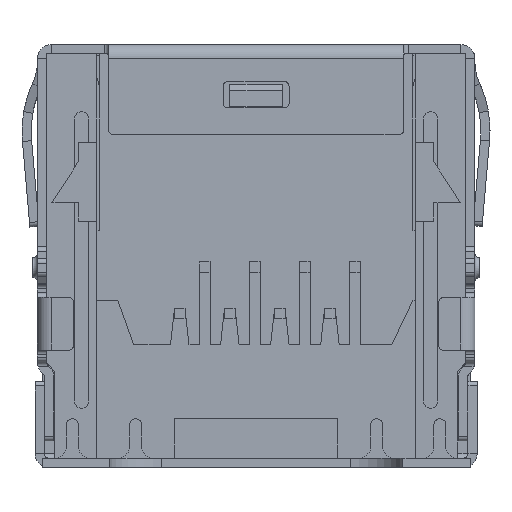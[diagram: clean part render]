
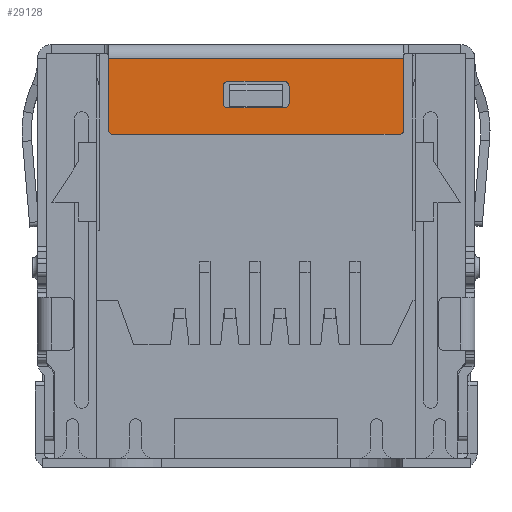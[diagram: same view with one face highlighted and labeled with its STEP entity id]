
A CAD part, front view. The second image highlights one B-rep face of the part: STEP entity #29128.
In plain terms, the highlighted face is planar.
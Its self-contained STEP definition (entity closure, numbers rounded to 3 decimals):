
#15924=CARTESIAN_POINT('',(-1.922,0.35,-12.127));
#15925=VERTEX_POINT('',#15924);
#15932=CARTESIAN_POINT('',(-1.837,0.35,-12.36));
#15933=VERTEX_POINT('',#15932);
#15934=CARTESIAN_POINT('',(-1.996,0.35,-12.286));
#15935=DIRECTION('',(0.,1.0,0.));
#15936=DIRECTION('',(0.94,0.,0.342));
#15937=AXIS2_PLACEMENT_3D('',#15934,#15935,#15936);
#15938=CIRCLE('',#15937,0.175);
#15939=EDGE_CURVE('',#15925,#15933,#15938,.T.);
#15964=CARTESIAN_POINT('',(-3.871,0.35,-11.219));
#15965=VERTEX_POINT('',#15964);
#15972=CARTESIAN_POINT('',(-1.922,0.35,-12.127));
#15973=DIRECTION('',(-0.906,0.,0.423));
#15974=VECTOR('',#15973,2.15);
#15975=LINE('',#15972,#15974);
#15976=EDGE_CURVE('',#15925,#15965,#15975,.T.);
#15997=CARTESIAN_POINT('',(-2.112,0.35,-12.949));
#15998=VERTEX_POINT('',#15997);
#16005=CARTESIAN_POINT('',(-2.345,0.35,-13.034));
#16006=VERTEX_POINT('',#16005);
#16007=CARTESIAN_POINT('',(-2.271,0.35,-12.875));
#16008=DIRECTION('',(0.,1.0,0.));
#16009=DIRECTION('',(0.342,0.,-0.94));
#16010=AXIS2_PLACEMENT_3D('',#16007,#16008,#16009);
#16011=CIRCLE('',#16010,0.175);
#16012=EDGE_CURVE('',#15998,#16006,#16011,.T.);
#16029=CARTESIAN_POINT('',(-2.112,0.35,-12.949));
#16030=DIRECTION('',(0.423,0.,0.906));
#16031=VECTOR('',#16030,0.65);
#16032=LINE('',#16029,#16031);
#16033=EDGE_CURVE('',#15998,#15933,#16032,.T.);
#16059=CARTESIAN_POINT('',(-4.103,0.35,-11.303));
#16060=VERTEX_POINT('',#16059);
#16067=CARTESIAN_POINT('',(-3.945,0.35,-11.377));
#16068=DIRECTION('',(0.,1.0,0.));
#16069=DIRECTION('',(-0.342,0.,0.94));
#16070=AXIS2_PLACEMENT_3D('',#16067,#16068,#16069);
#16071=CIRCLE('',#16070,0.175);
#16072=EDGE_CURVE('',#16060,#15965,#16071,.T.);
#16092=CARTESIAN_POINT('',(-4.378,0.35,-11.892));
#16093=VERTEX_POINT('',#16092);
#16100=CARTESIAN_POINT('',(-4.103,0.35,-11.303));
#16101=DIRECTION('',(-0.423,0.,-0.906));
#16102=VECTOR('',#16101,0.65);
#16103=LINE('',#16100,#16102);
#16104=EDGE_CURVE('',#16060,#16093,#16103,.T.);
#16123=CARTESIAN_POINT('',(-4.293,0.35,-12.125));
#16124=VERTEX_POINT('',#16123);
#16131=CARTESIAN_POINT('',(-4.219,0.35,-11.966));
#16132=DIRECTION('',(0.,1.0,0.));
#16133=DIRECTION('',(-0.94,0.,-0.342));
#16134=AXIS2_PLACEMENT_3D('',#16131,#16132,#16133);
#16135=CIRCLE('',#16134,0.175);
#16136=EDGE_CURVE('',#16124,#16093,#16135,.T.);
#16148=CARTESIAN_POINT('',(-4.293,0.35,-12.125));
#16149=DIRECTION('',(0.906,0.,-0.423));
#16150=VECTOR('',#16149,2.15);
#16151=LINE('',#16148,#16150);
#16152=EDGE_CURVE('',#16124,#16006,#16151,.T.);
#16311=CARTESIAN_POINT('',(1.387,0.35,-15.739));
#16312=VERTEX_POINT('',#16311);
#16395=CARTESIAN_POINT('',(-8.764,0.35,-11.006));
#16396=VERTEX_POINT('',#16395);
#29006=CARTESIAN_POINT('',(1.387,0.35,-15.739));
#29007=DIRECTION('',(-0.906,0.,0.423));
#29008=VECTOR('',#29007,11.2);
#29009=LINE('',#29006,#29008);
#29010=EDGE_CURVE('',#16312,#16396,#29009,.T.);
#29052=CARTESIAN_POINT('',(2.532,0.35,-13.283));
#29053=VERTEX_POINT('',#29052);
#29054=CARTESIAN_POINT('',(1.387,0.35,-15.739));
#29055=DIRECTION('',(0.423,0.,0.906));
#29056=VECTOR('',#29055,2.71);
#29057=LINE('',#29054,#29056);
#29058=EDGE_CURVE('',#16312,#29053,#29057,.T.);
#29077=CARTESIAN_POINT('',(-3.194,0.35,-12.311));
#29078=DIRECTION('',(0.0,1.0,0.0));
#29079=DIRECTION('',(-0.423,0.0,-0.906));
#29080=AXIS2_PLACEMENT_3D('',#29077,#29078,#29079);
#29081=PLANE('',#29080);
#29082=ORIENTED_EDGE('',*,*,#29010,.T.);
#29083=CARTESIAN_POINT('',(-7.619,0.35,-8.55));
#29084=VERTEX_POINT('',#29083);
#29085=CARTESIAN_POINT('',(-7.619,0.35,-8.55));
#29086=DIRECTION('',(-0.423,0.,-0.906));
#29087=VECTOR('',#29086,2.71);
#29088=LINE('',#29085,#29087);
#29089=EDGE_CURVE('',#29084,#16396,#29088,.T.);
#29090=ORIENTED_EDGE('',*,*,#29089,.F.);
#29091=CARTESIAN_POINT('',(-7.386,0.35,-8.465));
#29092=VERTEX_POINT('',#29091);
#29093=CARTESIAN_POINT('',(-7.46,0.35,-8.624));
#29094=DIRECTION('',(0.,-1.0,0.));
#29095=DIRECTION('',(0.906,0.,-0.423));
#29096=AXIS2_PLACEMENT_3D('',#29093,#29094,#29095);
#29097=CIRCLE('',#29096,0.175);
#29098=EDGE_CURVE('',#29092,#29084,#29097,.T.);
#29099=ORIENTED_EDGE('',*,*,#29098,.F.);
#29100=CARTESIAN_POINT('',(2.447,0.35,-13.05));
#29101=VERTEX_POINT('',#29100);
#29102=CARTESIAN_POINT('',(2.447,0.35,-13.05));
#29103=DIRECTION('',(-0.906,0.,0.423));
#29104=VECTOR('',#29103,10.85);
#29105=LINE('',#29102,#29104);
#29106=EDGE_CURVE('',#29101,#29092,#29105,.T.);
#29107=ORIENTED_EDGE('',*,*,#29106,.F.);
#29108=CARTESIAN_POINT('',(2.373,0.35,-13.209));
#29109=DIRECTION('',(0.,-1.0,0.));
#29110=DIRECTION('',(-0.423,0.,-0.906));
#29111=AXIS2_PLACEMENT_3D('',#29108,#29109,#29110);
#29112=CIRCLE('',#29111,0.175);
#29113=EDGE_CURVE('',#29053,#29101,#29112,.T.);
#29114=ORIENTED_EDGE('',*,*,#29113,.F.);
#29115=ORIENTED_EDGE('',*,*,#29058,.F.);
#29116=EDGE_LOOP('',(#29082,#29090,#29099,#29107,#29114,#29115));
#29117=FACE_OUTER_BOUND('',#29116,.T.);
#29118=ORIENTED_EDGE('',*,*,#16033,.T.);
#29119=ORIENTED_EDGE('',*,*,#15939,.F.);
#29120=ORIENTED_EDGE('',*,*,#15976,.T.);
#29121=ORIENTED_EDGE('',*,*,#16072,.F.);
#29122=ORIENTED_EDGE('',*,*,#16104,.T.);
#29123=ORIENTED_EDGE('',*,*,#16136,.F.);
#29124=ORIENTED_EDGE('',*,*,#16152,.T.);
#29125=ORIENTED_EDGE('',*,*,#16012,.F.);
#29126=EDGE_LOOP('',(#29118,#29119,#29120,#29121,#29122,#29123,#29124,#29125));
#29127=FACE_BOUND('',#29126,.T.);
#29128=ADVANCED_FACE('',(#29117,#29127),#29081,.T.);
